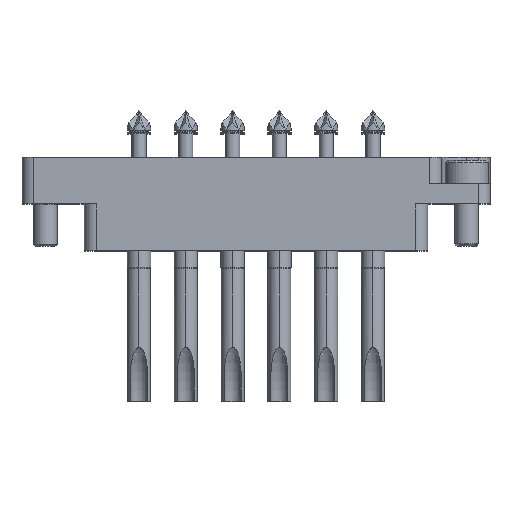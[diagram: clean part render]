
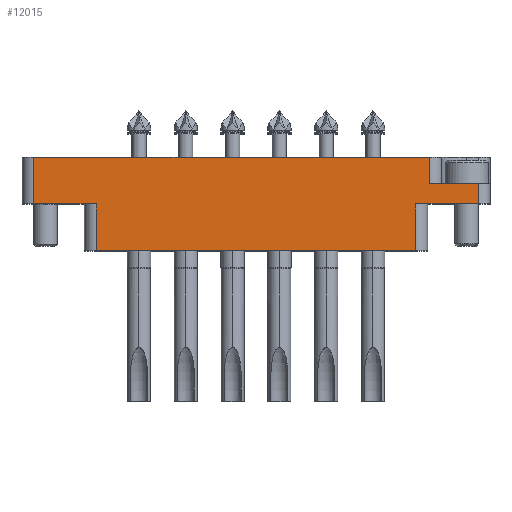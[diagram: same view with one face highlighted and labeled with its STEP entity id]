
A CAD part, top view. The second image highlights one B-rep face of the part: STEP entity #12015.
In plain terms, the highlighted planar face has unit normal (0, 0, 1).
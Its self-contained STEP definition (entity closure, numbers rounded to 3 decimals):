
#149 = CARTESIAN_POINT ( 'NONE',  ( -20.5, 0., 14.35 ) ) ;
#211 = CARTESIAN_POINT ( 'NONE',  ( 30., 0., 14.35 ) ) ;
#774 = LINE ( 'NONE', #9211, #10716 ) ;
#1180 = VERTEX_POINT ( 'NONE', #3037 ) ;
#1349 = EDGE_CURVE ( 'NONE', #10602, #24500, #18430, .T. ) ;
#1456 = ORIENTED_EDGE ( 'NONE', *, *, #23726, .T. ) ;
#2246 = DIRECTION ( 'NONE',  ( 0., 1., 0. ) ) ;
#2327 = EDGE_CURVE ( 'NONE', #1180, #24500, #774, .T. ) ;
#2400 = LINE ( 'NONE', #211, #2644 ) ;
#2561 = ORIENTED_EDGE ( 'NONE', *, *, #16469, .F. ) ;
#2625 = DIRECTION ( 'NONE',  ( 0., 0., -1. ) ) ;
#2644 = VECTOR ( 'NONE', #6097, 1000. ) ;
#2754 = PLANE ( 'NONE',  #3895 ) ;
#2877 = DIRECTION ( 'NONE',  ( 0., -1., 0. ) ) ;
#3037 = CARTESIAN_POINT ( 'NONE',  ( -28.5, 6., 14.35 ) ) ;
#3266 = CARTESIAN_POINT ( 'NONE',  ( -30., 0., 14.35 ) ) ;
#3610 = CARTESIAN_POINT ( 'NONE',  ( 22.25, 2.6, 14.35 ) ) ;
#3895 = AXIS2_PLACEMENT_3D ( 'NONE', #3266, #2625, #5320 ) ;
#4263 = LINE ( 'NONE', #149, #24256 ) ;
#5121 = DIRECTION ( 'NONE',  ( 0., 1., 0. ) ) ;
#5320 = DIRECTION ( 'NONE',  ( -1., 0., 0. ) ) ;
#5359 = DIRECTION ( 'NONE',  ( -1., 0., 0. ) ) ;
#5844 = ORIENTED_EDGE ( 'NONE', *, *, #13629, .F. ) ;
#5880 = CARTESIAN_POINT ( 'NONE',  ( 22.25, 0., 14.35 ) ) ;
#6097 = DIRECTION ( 'NONE',  ( -1., 0., 0. ) ) ;
#6575 = DIRECTION ( 'NONE',  ( 0., -1., 0. ) ) ;
#8017 = EDGE_CURVE ( 'NONE', #16490, #13565, #4263, .T. ) ;
#9211 = CARTESIAN_POINT ( 'NONE',  ( -30., 6., 14.35 ) ) ;
#9571 = CARTESIAN_POINT ( 'NONE',  ( -20.5, 0., 14.35 ) ) ;
#10299 = VERTEX_POINT ( 'NONE', #18401 ) ;
#10373 = ORIENTED_EDGE ( 'NONE', *, *, #23615, .T. ) ;
#10602 = VERTEX_POINT ( 'NONE', #3610 ) ;
#10716 = VECTOR ( 'NONE', #11387, 1000. ) ;
#11123 = VECTOR ( 'NONE', #15990, 1000. ) ;
#11387 = DIRECTION ( 'NONE',  ( 1., 0., 0. ) ) ;
#11451 = CARTESIAN_POINT ( 'NONE',  ( 20.5, -6., 14.35 ) ) ;
#11842 = VECTOR ( 'NONE', #2877, 1000. ) ;
#12015 = ADVANCED_FACE ( 'NONE', ( #15036 ), #2754, .F. ) ;
#12148 = CARTESIAN_POINT ( 'NONE',  ( -22., -6., 14.35 ) ) ;
#12670 = CARTESIAN_POINT ( 'NONE',  ( 28.5, 0., 14.35 ) ) ;
#13521 = EDGE_CURVE ( 'NONE', #16490, #25830, #2400, .T. ) ;
#13565 = VERTEX_POINT ( 'NONE', #24908 ) ;
#13629 = EDGE_CURVE ( 'NONE', #10602, #18747, #19308, .T. ) ;
#14069 = LINE ( 'NONE', #12148, #14416 ) ;
#14416 = VECTOR ( 'NONE', #5359, 1000. ) ;
#15036 = FACE_OUTER_BOUND ( 'NONE', #15811, .T. ) ;
#15501 = DIRECTION ( 'NONE',  ( 1., 0., 0. ) ) ;
#15811 = EDGE_LOOP ( 'NONE', ( #5844, #17440, #21819, #22301, #19699, #24489, #2561, #1456, #19537, #10373 ) ) ;
#15990 = DIRECTION ( 'NONE',  ( 0., 1., 0. ) ) ;
#16158 = VECTOR ( 'NONE', #15501, 1000. ) ;
#16257 = CARTESIAN_POINT ( 'NONE',  ( 30., 0., 14.35 ) ) ;
#16469 = EDGE_CURVE ( 'NONE', #17842, #13565, #14069, .T. ) ;
#16490 = VERTEX_POINT ( 'NONE', #9571 ) ;
#16566 = EDGE_CURVE ( 'NONE', #22073, #10299, #18312, .T. ) ;
#17388 = LINE ( 'NONE', #24054, #21976 ) ;
#17440 = ORIENTED_EDGE ( 'NONE', *, *, #1349, .T. ) ;
#17632 = VECTOR ( 'NONE', #2246, 1000. ) ;
#17842 = VERTEX_POINT ( 'NONE', #11451 ) ;
#17953 = EDGE_CURVE ( 'NONE', #1180, #25830, #25919, .T. ) ;
#18312 = LINE ( 'NONE', #16257, #24442 ) ;
#18401 = CARTESIAN_POINT ( 'NONE',  ( 20.5, 0., 14.35 ) ) ;
#18430 = LINE ( 'NONE', #5880, #11123 ) ;
#18747 = VERTEX_POINT ( 'NONE', #24571 ) ;
#19308 = LINE ( 'NONE', #23673, #16158 ) ;
#19537 = ORIENTED_EDGE ( 'NONE', *, *, #16566, .F. ) ;
#19699 = ORIENTED_EDGE ( 'NONE', *, *, #13521, .F. ) ;
#20558 = CARTESIAN_POINT ( 'NONE',  ( 22.25, 6., 14.35 ) ) ;
#20792 = CARTESIAN_POINT ( 'NONE',  ( -28.5, 0., 14.35 ) ) ;
#21698 = CARTESIAN_POINT ( 'NONE',  ( -28.5, 0., 14.35 ) ) ;
#21819 = ORIENTED_EDGE ( 'NONE', *, *, #2327, .F. ) ;
#21976 = VECTOR ( 'NONE', #5121, 1000. ) ;
#22073 = VERTEX_POINT ( 'NONE', #12670 ) ;
#22301 = ORIENTED_EDGE ( 'NONE', *, *, #17953, .T. ) ;
#22536 = DIRECTION ( 'NONE',  ( -1., 0., 0. ) ) ;
#23119 = CARTESIAN_POINT ( 'NONE',  ( 28.5, 2.6, 14.35 ) ) ;
#23390 = LINE ( 'NONE', #23119, #17632 ) ;
#23615 = EDGE_CURVE ( 'NONE', #22073, #18747, #23390, .T. ) ;
#23673 = CARTESIAN_POINT ( 'NONE',  ( 23.75, 2.6, 14.35 ) ) ;
#23726 = EDGE_CURVE ( 'NONE', #17842, #10299, #17388, .T. ) ;
#24054 = CARTESIAN_POINT ( 'NONE',  ( 20.5, 0., 14.35 ) ) ;
#24256 = VECTOR ( 'NONE', #6575, 1000. ) ;
#24442 = VECTOR ( 'NONE', #22536, 1000. ) ;
#24489 = ORIENTED_EDGE ( 'NONE', *, *, #8017, .T. ) ;
#24500 = VERTEX_POINT ( 'NONE', #20558 ) ;
#24571 = CARTESIAN_POINT ( 'NONE',  ( 28.5, 2.6, 14.35 ) ) ;
#24908 = CARTESIAN_POINT ( 'NONE',  ( -20.5, -6., 14.35 ) ) ;
#25830 = VERTEX_POINT ( 'NONE', #20792 ) ;
#25919 = LINE ( 'NONE', #21698, #11842 ) ;
